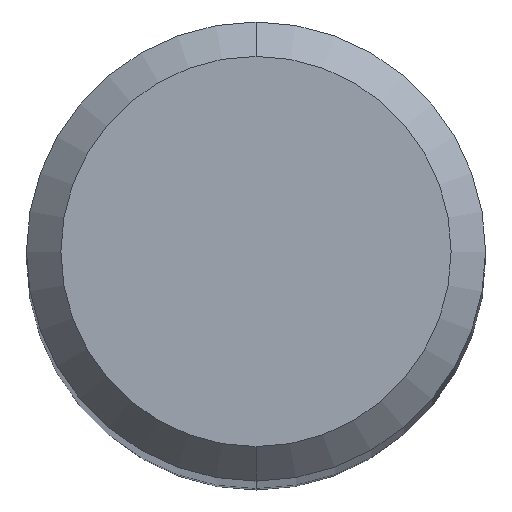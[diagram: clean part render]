
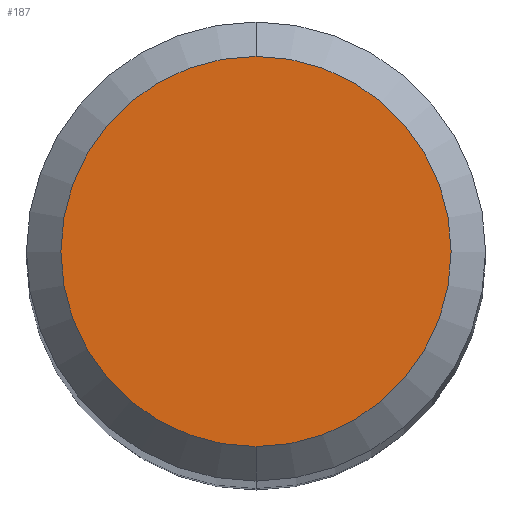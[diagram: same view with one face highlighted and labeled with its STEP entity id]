
A CAD part, top view. The second image highlights one B-rep face of the part: STEP entity #187.
In plain terms, the highlighted planar face has unit normal (0, 0, 1).
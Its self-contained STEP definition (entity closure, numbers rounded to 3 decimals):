
#187=ADVANCED_FACE('',(#495),#496,.T.);
#195=EDGE_CURVE('',#241,#453,#504,.T.);
#241=VERTEX_POINT('',#558);
#415=EDGE_CURVE('',#453,#241,#746,.T.);
#453=VERTEX_POINT('',#788);
#495=FACE_OUTER_BOUND('',#854,.T.);
#496=PLANE('',#855);
#504=CIRCLE('',#876,1.7);
#558=CARTESIAN_POINT('',(0.,-1.7,0.0));
#746=CIRCLE('',#1349,1.7);
#788=CARTESIAN_POINT('',(0.0,1.7,0.0));
#854=EDGE_LOOP('',(#1462,#1463));
#855=AXIS2_PLACEMENT_3D('',#1464,#1465,#1466);
#876=AXIS2_PLACEMENT_3D('',#1468,#1469,#1470);
#1349=AXIS2_PLACEMENT_3D('',#1742,#1743,#1744);
#1462=ORIENTED_EDGE('',*,*,#415,.F.);
#1463=ORIENTED_EDGE('',*,*,#195,.F.);
#1464=CARTESIAN_POINT('',(0.0,0.85,0.0));
#1465=DIRECTION('',(-0.0,0.0,1.0));
#1466=DIRECTION('',(0.0,-1.0,0.0));
#1468=CARTESIAN_POINT('',(0.0,0.0,0.0));
#1469=DIRECTION('',(0.0,0.0,-1.0));
#1470=DIRECTION('',(0.0,1.0,0.0));
#1742=CARTESIAN_POINT('',(0.0,0.0,0.0));
#1743=DIRECTION('',(0.0,0.0,-1.0));
#1744=DIRECTION('',(0.0,1.0,0.0));
